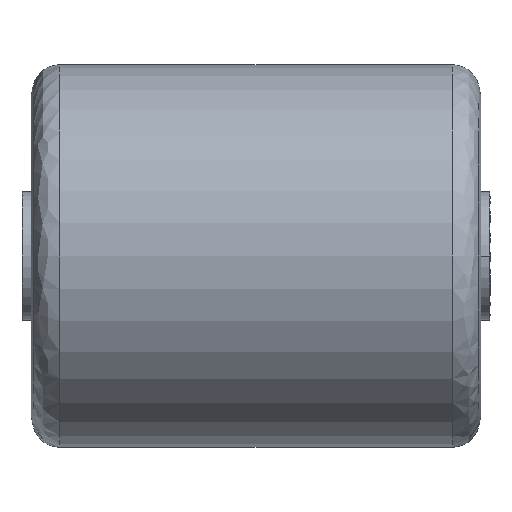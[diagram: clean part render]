
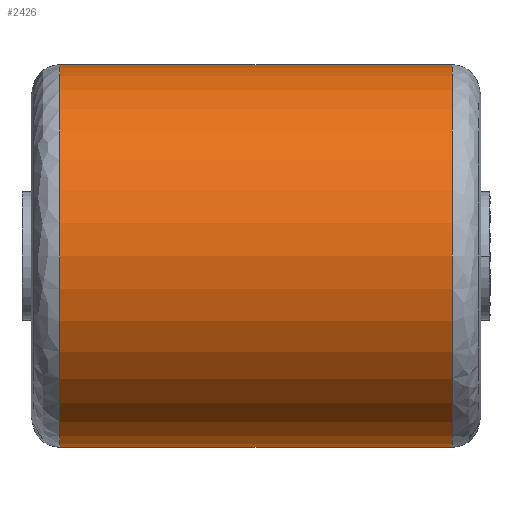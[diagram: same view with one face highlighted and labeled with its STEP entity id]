
A CAD part, front view. The second image highlights one B-rep face of the part: STEP entity #2426.
In plain terms, the highlighted cylindrical face has radius 42.5 mm (diameter 85 mm), a partial arc.
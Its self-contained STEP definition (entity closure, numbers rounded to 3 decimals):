
#167 = VERTEX_POINT ( 'NONE', #3738 ) ;
#373 = DIRECTION ( 'NONE',  ( 0., 0., -1. ) ) ;
#567 = CARTESIAN_POINT ( 'NONE',  ( 0., 0., 42.5 ) ) ;
#1109 = CARTESIAN_POINT ( 'NONE',  ( -43.653, 0., 42.5 ) ) ;
#1483 = CARTESIAN_POINT ( 'NONE',  ( -43.653, 0., -42.5 ) ) ;
#1525 = ORIENTED_EDGE ( 'NONE', *, *, #6606, .F. ) ;
#1604 = DIRECTION ( 'NONE',  ( 1., 0., 0. ) ) ;
#1744 = DIRECTION ( 'NONE',  ( -1., 0., 0. ) ) ;
#1940 = DIRECTION ( 'NONE',  ( 1., 0., 0. ) ) ;
#1954 = EDGE_LOOP ( 'NONE', ( #1525, #5799, #6350, #2199 ) ) ;
#1988 = VERTEX_POINT ( 'NONE', #1483 ) ;
#2199 = ORIENTED_EDGE ( 'NONE', *, *, #8473, .T. ) ;
#2426 = ADVANCED_FACE ( 'NONE', ( #8311 ), #4453, .T. ) ;
#3576 = EDGE_CURVE ( 'NONE', #1988, #167, #4014, .T. ) ;
#3738 = CARTESIAN_POINT ( 'NONE',  ( 43.653, 0., -42.5 ) ) ;
#4013 = DIRECTION ( 'NONE',  ( 0., 0., -1. ) ) ;
#4014 = LINE ( 'NONE', #5588, #7774 ) ;
#4451 = CARTESIAN_POINT ( 'NONE',  ( 43.653, 0., 42.5 ) ) ;
#4453 = CYLINDRICAL_SURFACE ( 'NONE', #9861, 42.5 ) ;
#4851 = DIRECTION ( 'NONE',  ( 0., 0., -1. ) ) ;
#5316 = EDGE_CURVE ( 'NONE', #7709, #1988, #7330, .T. ) ;
#5534 = CARTESIAN_POINT ( 'NONE',  ( 43.653, 0., 0. ) ) ;
#5588 = CARTESIAN_POINT ( 'NONE',  ( 0., 0., -42.5 ) ) ;
#5784 = VERTEX_POINT ( 'NONE', #4451 ) ;
#5799 = ORIENTED_EDGE ( 'NONE', *, *, #5316, .T. ) ;
#6350 = ORIENTED_EDGE ( 'NONE', *, *, #3576, .T. ) ;
#6359 = AXIS2_PLACEMENT_3D ( 'NONE', #8934, #1940, #373 ) ;
#6606 = EDGE_CURVE ( 'NONE', #7709, #5784, #9024, .T. ) ;
#7103 = DIRECTION ( 'NONE',  ( 1., 0., 0. ) ) ;
#7330 = CIRCLE ( 'NONE', #6359, 42.5 ) ;
#7709 = VERTEX_POINT ( 'NONE', #1109 ) ;
#7774 = VECTOR ( 'NONE', #7103, 1000. ) ;
#7792 = CARTESIAN_POINT ( 'NONE',  ( 0., 0., 0. ) ) ;
#7877 = AXIS2_PLACEMENT_3D ( 'NONE', #5534, #1744, #4013 ) ;
#8311 = FACE_OUTER_BOUND ( 'NONE', #1954, .T. ) ;
#8473 = EDGE_CURVE ( 'NONE', #167, #5784, #8683, .T. ) ;
#8683 = CIRCLE ( 'NONE', #7877, 42.5 ) ;
#8821 = VECTOR ( 'NONE', #9174, 1000. ) ;
#8934 = CARTESIAN_POINT ( 'NONE',  ( -43.653, 0., 0. ) ) ;
#9024 = LINE ( 'NONE', #567, #8821 ) ;
#9174 = DIRECTION ( 'NONE',  ( 1., 0., 0. ) ) ;
#9861 = AXIS2_PLACEMENT_3D ( 'NONE', #7792, #1604, #4851 ) ;
